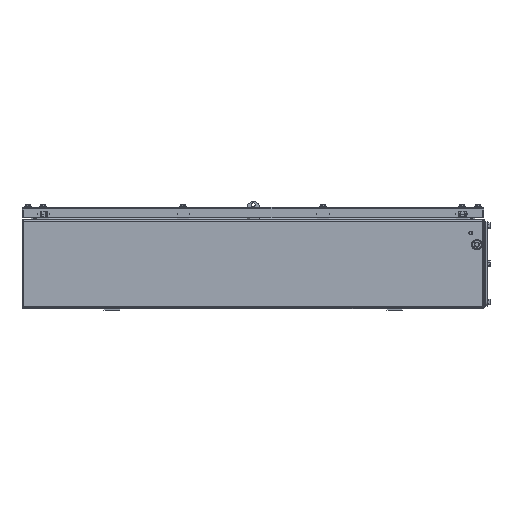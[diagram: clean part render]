
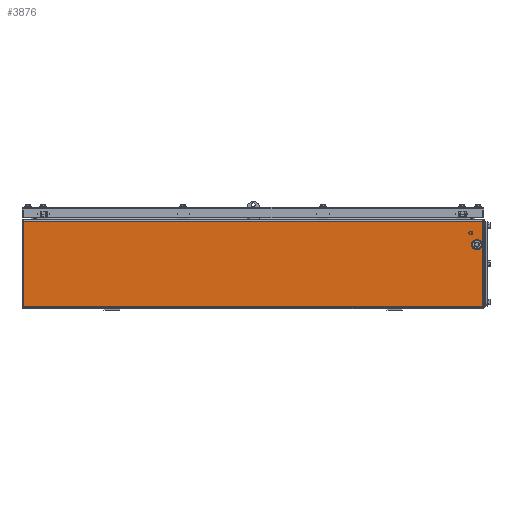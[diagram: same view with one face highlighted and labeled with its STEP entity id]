
A CAD part, left-side view. The second image highlights one B-rep face of the part: STEP entity #3876.
In plain terms, the highlighted planar face has unit normal (-1, 0, 0).
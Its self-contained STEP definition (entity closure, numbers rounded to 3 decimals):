
#3791=AXIS2_PLACEMENT_3D('Plane Axis2P3D',#3788,#3789,#3790) ;
#3086=CARTESIAN_POINT('Vertex',(25.5,14.,176.5)) ;
#3089=CARTESIAN_POINT('Line Origine',(25.5,14.,180.5)) ;
#3093=CARTESIAN_POINT('Vertex',(25.5,14.,7.5)) ;
#3788=CARTESIAN_POINT('Axis2P3D Location',(25.5,925.,180.5)) ;
#3793=CARTESIAN_POINT('Line Origine',(25.5,922.,92.)) ;
#3797=CARTESIAN_POINT('Vertex',(25.5,922.,176.5)) ;
#3799=CARTESIAN_POINT('Vertex',(25.5,922.,7.5)) ;
#3802=CARTESIAN_POINT('Line Origine',(25.5,468.,7.5)) ;
#3807=CARTESIAN_POINT('Line Origine',(25.5,468.,176.5)) ;
#3818=CARTESIAN_POINT('Line Origine',(25.5,31.15,130.)) ;
#3822=CARTESIAN_POINT('Vertex',(25.5,31.15,134.96)) ;
#3824=CARTESIAN_POINT('Vertex',(25.5,31.15,125.04)) ;
#3828=CARTESIAN_POINT('Control Point',(25.5,20.85,134.96)) ;
#3829=CARTESIAN_POINT('Control Point',(25.5,21.304,135.432)) ;
#3830=CARTESIAN_POINT('Control Point',(25.5,21.813,135.851)) ;
#3831=CARTESIAN_POINT('Control Point',(25.5,22.367,136.211)) ;
#3832=CARTESIAN_POINT('Control Point',(25.5,23.549,136.796)) ;
#3833=CARTESIAN_POINT('Control Point',(25.5,24.832,137.1)) ;
#3834=CARTESIAN_POINT('Control Point',(25.5,25.488,137.177)) ;
#3835=CARTESIAN_POINT('Control Point',(25.5,26.806,137.18)) ;
#3836=CARTESIAN_POINT('Control Point',(25.5,28.091,136.885)) ;
#3837=CARTESIAN_POINT('Control Point',(25.5,28.714,136.664)) ;
#3838=CARTESIAN_POINT('Control Point',(25.5,29.609,136.225)) ;
#3839=CARTESIAN_POINT('Control Point',(25.5,30.411,135.642)) ;
#3840=CARTESIAN_POINT('Control Point',(25.5,30.671,135.429)) ;
#3841=CARTESIAN_POINT('Control Point',(25.5,30.918,135.201)) ;
#3842=CARTESIAN_POINT('Control Point',(25.5,31.15,134.96)) ;
#3843=CARTESIAN_POINT('Vertex',(25.5,20.85,134.96)) ;
#3846=CARTESIAN_POINT('Line Origine',(25.5,20.85,130.)) ;
#3850=CARTESIAN_POINT('Vertex',(25.5,20.85,125.04)) ;
#3854=CARTESIAN_POINT('Control Point',(25.5,31.15,125.04)) ;
#3855=CARTESIAN_POINT('Control Point',(25.5,30.696,124.568)) ;
#3856=CARTESIAN_POINT('Control Point',(25.5,30.187,124.149)) ;
#3857=CARTESIAN_POINT('Control Point',(25.5,29.633,123.789)) ;
#3858=CARTESIAN_POINT('Control Point',(25.5,28.451,123.204)) ;
#3859=CARTESIAN_POINT('Control Point',(25.5,27.168,122.9)) ;
#3860=CARTESIAN_POINT('Control Point',(25.5,26.512,122.823)) ;
#3861=CARTESIAN_POINT('Control Point',(25.5,25.194,122.82)) ;
#3862=CARTESIAN_POINT('Control Point',(25.5,23.909,123.115)) ;
#3863=CARTESIAN_POINT('Control Point',(25.5,23.286,123.336)) ;
#3864=CARTESIAN_POINT('Control Point',(25.5,22.391,123.775)) ;
#3865=CARTESIAN_POINT('Control Point',(25.5,21.589,124.358)) ;
#3866=CARTESIAN_POINT('Control Point',(25.5,21.329,124.571)) ;
#3867=CARTESIAN_POINT('Control Point',(25.5,21.082,124.799)) ;
#3868=CARTESIAN_POINT('Control Point',(25.5,20.85,125.04)) ;
#3090=DIRECTION('Vector Direction',(0.,0.,-1.)) ;
#3789=DIRECTION('Axis2P3D Direction',(1.,0.,0.)) ;
#3790=DIRECTION('Axis2P3D XDirection',(0.,1.,0.)) ;
#3794=DIRECTION('Vector Direction',(0.,0.,-1.)) ;
#3803=DIRECTION('Vector Direction',(0.,-1.,0.)) ;
#3808=DIRECTION('Vector Direction',(0.,1.,0.)) ;
#3819=DIRECTION('Vector Direction',(0.,0.,-1.)) ;
#3847=DIRECTION('Vector Direction',(0.,0.,1.)) ;
#3091=VECTOR('Line Direction',#3090,1.) ;
#3795=VECTOR('Line Direction',#3794,1.) ;
#3804=VECTOR('Line Direction',#3803,1.) ;
#3809=VECTOR('Line Direction',#3808,1.) ;
#3820=VECTOR('Line Direction',#3819,1.) ;
#3848=VECTOR('Line Direction',#3847,1.) ;
#3813=ORIENTED_EDGE('',*,*,#3801,.T.) ;
#3814=ORIENTED_EDGE('',*,*,#3806,.T.) ;
#3815=ORIENTED_EDGE('',*,*,#3095,.T.) ;
#3816=ORIENTED_EDGE('',*,*,#3811,.T.) ;
#3871=ORIENTED_EDGE('',*,*,#3826,.F.) ;
#3872=ORIENTED_EDGE('',*,*,#3845,.F.) ;
#3873=ORIENTED_EDGE('',*,*,#3852,.F.) ;
#3874=ORIENTED_EDGE('',*,*,#3869,.F.) ;
#3875=FACE_BOUND('',#3870,.T.) ;
#3876=ADVANCED_FACE('Body',(#3817,#3875),#3792,.F.) ;
#3827=B_SPLINE_CURVE_WITH_KNOTS('',5,(#3828,#3829,#3830,#3831,#3832,#3833,#3834,#3835,#3836,#3837,#3838,#3839,#3840,#3841,#3842),.UNSPECIFIED.,.F.,.U.,(6,3,3,3,6),(0.,4.64,9.281,13.921,16.295),.UNSPECIFIED.) ;
#3853=B_SPLINE_CURVE_WITH_KNOTS('',5,(#3854,#3855,#3856,#3857,#3858,#3859,#3860,#3861,#3862,#3863,#3864,#3865,#3866,#3867,#3868),.UNSPECIFIED.,.F.,.U.,(6,3,3,3,6),(0.,4.64,9.281,13.921,16.295),.UNSPECIFIED.) ;
#3095=EDGE_CURVE('',#3094,#3087,#3092,.F.) ;
#3801=EDGE_CURVE('',#3798,#3800,#3796,.T.) ;
#3806=EDGE_CURVE('',#3800,#3094,#3805,.T.) ;
#3811=EDGE_CURVE('',#3087,#3798,#3810,.T.) ;
#3826=EDGE_CURVE('',#3823,#3825,#3821,.T.) ;
#3845=EDGE_CURVE('',#3844,#3823,#3827,.T.) ;
#3852=EDGE_CURVE('',#3851,#3844,#3849,.T.) ;
#3869=EDGE_CURVE('',#3825,#3851,#3853,.T.) ;
#3812=EDGE_LOOP('',(#3813,#3814,#3815,#3816)) ;
#3870=EDGE_LOOP('',(#3871,#3872,#3873,#3874)) ;
#3817=FACE_OUTER_BOUND('',#3812,.T.) ;
#3092=LINE('Line',#3089,#3091) ;
#3796=LINE('Line',#3793,#3795) ;
#3805=LINE('Line',#3802,#3804) ;
#3810=LINE('Line',#3807,#3809) ;
#3821=LINE('Line',#3818,#3820) ;
#3849=LINE('Line',#3846,#3848) ;
#3792=PLANE('',#3791) ;
#3087=VERTEX_POINT('',#3086) ;
#3094=VERTEX_POINT('',#3093) ;
#3798=VERTEX_POINT('',#3797) ;
#3800=VERTEX_POINT('',#3799) ;
#3823=VERTEX_POINT('',#3822) ;
#3825=VERTEX_POINT('',#3824) ;
#3844=VERTEX_POINT('',#3843) ;
#3851=VERTEX_POINT('',#3850) ;
